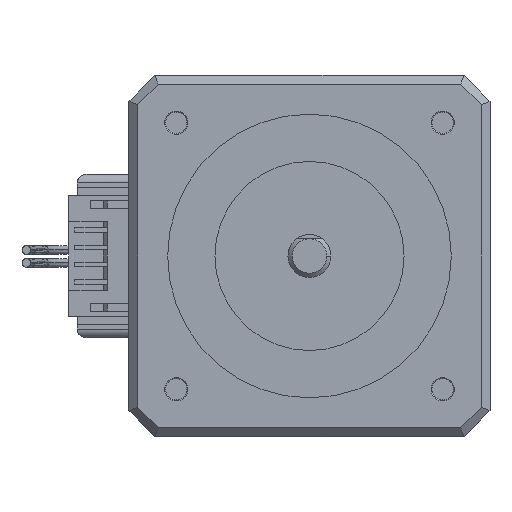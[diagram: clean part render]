
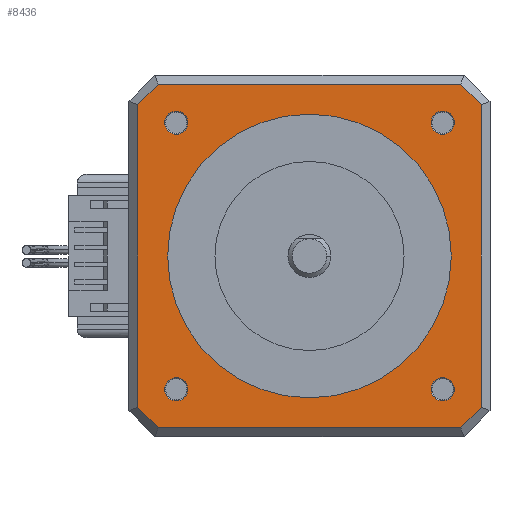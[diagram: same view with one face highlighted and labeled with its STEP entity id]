
A CAD part, front view. The second image highlights one B-rep face of the part: STEP entity #8436.
In plain terms, the highlighted planar face has unit normal (0, -1, 0).
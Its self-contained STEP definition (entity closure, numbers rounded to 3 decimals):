
#2654=CARTESIAN_POINT('',(0.,0.,0.));
#2655=DIRECTION('',(0.,-1.,0.));
#2656=DIRECTION('',(-1.,0.,0.));
#2657=AXIS2_PLACEMENT_3D('',#2654,#2655,#2656);
#2659=CARTESIAN_POINT('',(0.,0.,0.));
#2660=DIRECTION('',(0.,-1.,0.));
#2661=DIRECTION('',(1.,0.,0.));
#2662=AXIS2_PLACEMENT_3D('',#2659,#2660,#2661);
#2664=DIRECTION('',(-0.707,0.,0.707));
#2665=VECTOR('',#2664,3.414);
#2666=CARTESIAN_POINT('',(20.,0.,17.586));
#2667=LINE('',#2666,#2665);
#2668=DIRECTION('',(0.,0.,1.));
#2669=VECTOR('',#2668,35.172);
#2670=CARTESIAN_POINT('',(20.,0.,-17.586));
#2671=LINE('',#2670,#2669);
#2672=DIRECTION('',(0.707,0.,0.707));
#2673=VECTOR('',#2672,3.414);
#2674=CARTESIAN_POINT('',(17.586,0.,-20.));
#2675=LINE('',#2674,#2673);
#2676=DIRECTION('',(1.,0.,0.));
#2677=VECTOR('',#2676,35.172);
#2678=CARTESIAN_POINT('',(-17.586,0.,-20.));
#2679=LINE('',#2678,#2677);
#2680=DIRECTION('',(0.707,0.,-0.707));
#2681=VECTOR('',#2680,3.414);
#2682=CARTESIAN_POINT('',(-20.,0.,-17.586));
#2683=LINE('',#2682,#2681);
#2684=DIRECTION('',(0.,0.,-1.));
#2685=VECTOR('',#2684,35.172);
#2686=CARTESIAN_POINT('',(-20.,0.,17.586));
#2687=LINE('',#2686,#2685);
#2688=DIRECTION('',(-0.707,0.,-0.707));
#2689=VECTOR('',#2688,3.414);
#2690=CARTESIAN_POINT('',(-17.586,0.,20.));
#2691=LINE('',#2690,#2689);
#2692=DIRECTION('',(-1.,0.,0.));
#2693=VECTOR('',#2692,35.172);
#2694=CARTESIAN_POINT('',(17.586,0.,20.));
#2695=LINE('',#2694,#2693);
#2696=CARTESIAN_POINT('',(-15.5,0.,15.5));
#2697=DIRECTION('',(0.,1.,0.));
#2698=DIRECTION('',(1.,0.,0.));
#2699=AXIS2_PLACEMENT_3D('',#2696,#2697,#2698);
#2701=CARTESIAN_POINT('',(-15.5,0.,15.5));
#2702=DIRECTION('',(0.,1.,0.));
#2703=DIRECTION('',(-1.,0.,0.));
#2704=AXIS2_PLACEMENT_3D('',#2701,#2702,#2703);
#2706=CARTESIAN_POINT('',(-15.5,0.,-15.5));
#2707=DIRECTION('',(0.,1.,0.));
#2708=DIRECTION('',(-1.,0.,0.));
#2709=AXIS2_PLACEMENT_3D('',#2706,#2707,#2708);
#2711=CARTESIAN_POINT('',(-15.5,0.,-15.5));
#2712=DIRECTION('',(0.,1.,0.));
#2713=DIRECTION('',(1.,0.,0.));
#2714=AXIS2_PLACEMENT_3D('',#2711,#2712,#2713);
#2716=CARTESIAN_POINT('',(15.5,0.,-15.5));
#2717=DIRECTION('',(0.,1.,0.));
#2718=DIRECTION('',(1.,0.,0.));
#2719=AXIS2_PLACEMENT_3D('',#2716,#2717,#2718);
#2721=CARTESIAN_POINT('',(15.5,0.,-15.5));
#2722=DIRECTION('',(0.,1.,0.));
#2723=DIRECTION('',(-1.,0.,0.));
#2724=AXIS2_PLACEMENT_3D('',#2721,#2722,#2723);
#2726=CARTESIAN_POINT('',(15.5,0.,15.5));
#2727=DIRECTION('',(0.,1.,0.));
#2728=DIRECTION('',(-1.,0.,0.));
#2729=AXIS2_PLACEMENT_3D('',#2726,#2727,#2728);
#2731=CARTESIAN_POINT('',(15.5,0.,15.5));
#2732=DIRECTION('',(0.,1.,0.));
#2733=DIRECTION('',(1.,0.,0.));
#2734=AXIS2_PLACEMENT_3D('',#2731,#2732,#2733);
#3965=CARTESIAN_POINT('',(-16.5,0.,0.));
#3966=CARTESIAN_POINT('',(16.5,0.,0.));
#3967=VERTEX_POINT('',#3965);
#3968=VERTEX_POINT('',#3966);
#3994=CARTESIAN_POINT('',(20.,0.,17.586));
#3995=CARTESIAN_POINT('',(17.586,0.,20.));
#3996=VERTEX_POINT('',#3994);
#3997=VERTEX_POINT('',#3995);
#4004=CARTESIAN_POINT('',(-17.586,0.,20.));
#4005=VERTEX_POINT('',#4004);
#4006=CARTESIAN_POINT('',(-20.,0.,17.586));
#4007=VERTEX_POINT('',#4006);
#4012=CARTESIAN_POINT('',(-20.,0.,-17.586));
#4013=VERTEX_POINT('',#4012);
#4016=CARTESIAN_POINT('',(-17.586,0.,-20.));
#4017=VERTEX_POINT('',#4016);
#4020=CARTESIAN_POINT('',(17.586,0.,-20.));
#4021=VERTEX_POINT('',#4020);
#4022=CARTESIAN_POINT('',(20.,0.,-17.586));
#4023=VERTEX_POINT('',#4022);
#4026=CARTESIAN_POINT('',(-14.15,0.,15.5));
#4027=CARTESIAN_POINT('',(-16.85,0.,15.5));
#4028=VERTEX_POINT('',#4026);
#4029=VERTEX_POINT('',#4027);
#4034=CARTESIAN_POINT('',(-16.85,0.,-15.5));
#4035=CARTESIAN_POINT('',(-14.15,0.,-15.5));
#4036=VERTEX_POINT('',#4034);
#4037=VERTEX_POINT('',#4035);
#4042=CARTESIAN_POINT('',(16.85,0.,-15.5));
#4043=CARTESIAN_POINT('',(14.15,0.,-15.5));
#4044=VERTEX_POINT('',#4042);
#4045=VERTEX_POINT('',#4043);
#4050=CARTESIAN_POINT('',(14.15,0.,15.5));
#4051=CARTESIAN_POINT('',(16.85,0.,15.5));
#4052=VERTEX_POINT('',#4050);
#4053=VERTEX_POINT('',#4051);
#8386=CARTESIAN_POINT('',(0.,0.,0.));
#8387=DIRECTION('',(0.,1.,0.));
#8388=DIRECTION('',(1.,0.,0.));
#8389=AXIS2_PLACEMENT_3D('',#8386,#8387,#8388);
#8390=PLANE('',#8389);
#8391=ORIENTED_EDGE('',*,*,#8376,.F.);
#8393=ORIENTED_EDGE('',*,*,#8392,.F.);
#8395=ORIENTED_EDGE('',*,*,#8394,.F.);
#8397=ORIENTED_EDGE('',*,*,#8396,.F.);
#8398=ORIENTED_EDGE('',*,*,#8187,.F.);
#8399=ORIENTED_EDGE('',*,*,#8203,.F.);
#8401=ORIENTED_EDGE('',*,*,#8400,.F.);
#8403=ORIENTED_EDGE('',*,*,#8402,.F.);
#8404=EDGE_LOOP('',(#8391,#8393,#8395,#8397,#8398,#8399,#8401,#8403));
#8405=FACE_OUTER_BOUND('',#8404,.F.);
#8407=ORIENTED_EDGE('',*,*,#8406,.T.);
#8409=ORIENTED_EDGE('',*,*,#8408,.T.);
#8410=EDGE_LOOP('',(#8407,#8409));
#8411=FACE_BOUND('',#8410,.F.);
#8413=ORIENTED_EDGE('',*,*,#8412,.F.);
#8415=ORIENTED_EDGE('',*,*,#8414,.F.);
#8416=EDGE_LOOP('',(#8413,#8415));
#8417=FACE_BOUND('',#8416,.F.);
#8419=ORIENTED_EDGE('',*,*,#8418,.F.);
#8421=ORIENTED_EDGE('',*,*,#8420,.F.);
#8422=EDGE_LOOP('',(#8419,#8421));
#8423=FACE_BOUND('',#8422,.F.);
#8425=ORIENTED_EDGE('',*,*,#8424,.F.);
#8427=ORIENTED_EDGE('',*,*,#8426,.F.);
#8428=EDGE_LOOP('',(#8425,#8427));
#8429=FACE_BOUND('',#8428,.F.);
#8431=ORIENTED_EDGE('',*,*,#8430,.F.);
#8433=ORIENTED_EDGE('',*,*,#8432,.F.);
#8434=EDGE_LOOP('',(#8431,#8433));
#8435=FACE_BOUND('',#8434,.F.);
#8436=ADVANCED_FACE('',(#8405,#8411,#8417,#8423,#8429,#8435),#8390,.F.);
#2658=CIRCLE('',#2657,16.5);
#2663=CIRCLE('',#2662,16.5);
#2700=CIRCLE('',#2699,1.35);
#2705=CIRCLE('',#2704,1.35);
#2710=CIRCLE('',#2709,1.35);
#2715=CIRCLE('',#2714,1.35);
#2720=CIRCLE('',#2719,1.35);
#2725=CIRCLE('',#2724,1.35);
#2730=CIRCLE('',#2729,1.35);
#2735=CIRCLE('',#2734,1.35);
#8187=EDGE_CURVE('',#4013,#4017,#2683,.T.);
#8203=EDGE_CURVE('',#4007,#4013,#2687,.T.);
#8376=EDGE_CURVE('',#3996,#3997,#2667,.T.);
#8392=EDGE_CURVE('',#4023,#3996,#2671,.T.);
#8394=EDGE_CURVE('',#4021,#4023,#2675,.T.);
#8396=EDGE_CURVE('',#4017,#4021,#2679,.T.);
#8400=EDGE_CURVE('',#4005,#4007,#2691,.T.);
#8402=EDGE_CURVE('',#3997,#4005,#2695,.T.);
#8406=EDGE_CURVE('',#3967,#3968,#2658,.T.);
#8408=EDGE_CURVE('',#3968,#3967,#2663,.T.);
#8412=EDGE_CURVE('',#4028,#4029,#2700,.T.);
#8414=EDGE_CURVE('',#4029,#4028,#2705,.T.);
#8418=EDGE_CURVE('',#4036,#4037,#2710,.T.);
#8420=EDGE_CURVE('',#4037,#4036,#2715,.T.);
#8424=EDGE_CURVE('',#4044,#4045,#2720,.T.);
#8426=EDGE_CURVE('',#4045,#4044,#2725,.T.);
#8430=EDGE_CURVE('',#4052,#4053,#2730,.T.);
#8432=EDGE_CURVE('',#4053,#4052,#2735,.T.);
